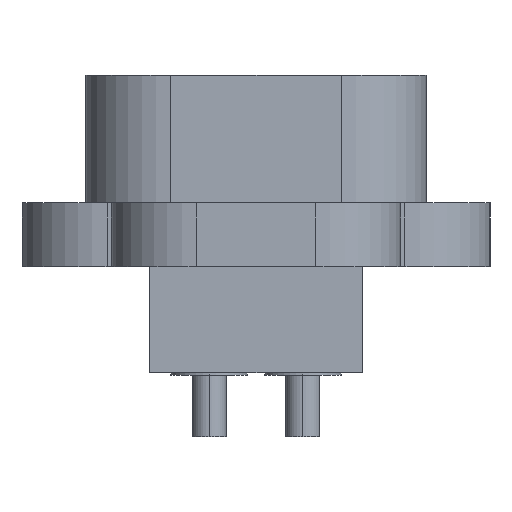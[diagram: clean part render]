
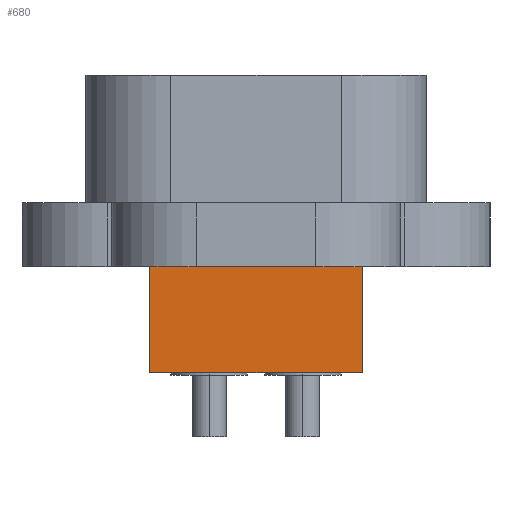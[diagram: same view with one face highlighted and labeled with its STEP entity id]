
A CAD part, left-side view. The second image highlights one B-rep face of the part: STEP entity #680.
In plain terms, the highlighted planar face has unit normal (-1, 0, 0).
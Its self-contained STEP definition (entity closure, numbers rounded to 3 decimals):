
#667=AXIS2_PLACEMENT_3D('Plane Axis2P3D',#664,#665,#666) ;
#37=CARTESIAN_POINT('Line Origine',(-10.25,0.,-2.5)) ;
#41=CARTESIAN_POINT('Vertex',(-10.25,-2.5,-2.5)) ;
#43=CARTESIAN_POINT('Vertex',(-10.25,2.5,-2.5)) ;
#607=CARTESIAN_POINT('Line Origine',(-10.25,2.5,-1.25)) ;
#611=CARTESIAN_POINT('Vertex',(-10.25,2.5,0.)) ;
#642=CARTESIAN_POINT('Vertex',(-10.25,-2.5,0.)) ;
#645=CARTESIAN_POINT('Line Origine',(-10.25,-2.5,-1.25)) ;
#664=CARTESIAN_POINT('Axis2P3D Location',(-10.25,2.5,4.5)) ;
#669=CARTESIAN_POINT('Line Origine',(-10.25,0.,0.)) ;
#38=DIRECTION('Vector Direction',(0.,1.,0.)) ;
#608=DIRECTION('Vector Direction',(0.,0.,-1.)) ;
#646=DIRECTION('Vector Direction',(0.,0.,-1.)) ;
#665=DIRECTION('Axis2P3D Direction',(1.,0.,0.)) ;
#666=DIRECTION('Axis2P3D XDirection',(0.,-1.,0.)) ;
#670=DIRECTION('Vector Direction',(0.,1.,0.)) ;
#39=VECTOR('Line Direction',#38,1.) ;
#609=VECTOR('Line Direction',#608,1.) ;
#647=VECTOR('Line Direction',#646,1.) ;
#671=VECTOR('Line Direction',#670,1.) ;
#675=ORIENTED_EDGE('',*,*,#649,.F.) ;
#676=ORIENTED_EDGE('',*,*,#673,.T.) ;
#677=ORIENTED_EDGE('',*,*,#613,.T.) ;
#678=ORIENTED_EDGE('',*,*,#45,.F.) ;
#680=ADVANCED_FACE('',(#679),#668,.F.) ;
#45=EDGE_CURVE('',#42,#44,#40,.T.) ;
#613=EDGE_CURVE('',#612,#44,#610,.T.) ;
#649=EDGE_CURVE('',#643,#42,#648,.T.) ;
#673=EDGE_CURVE('',#643,#612,#672,.T.) ;
#674=EDGE_LOOP('',(#675,#676,#677,#678)) ;
#679=FACE_OUTER_BOUND('',#674,.T.) ;
#40=LINE('Line',#37,#39) ;
#610=LINE('Line',#607,#609) ;
#648=LINE('Line',#645,#647) ;
#672=LINE('Line',#669,#671) ;
#668=PLANE('Plane',#667) ;
#42=VERTEX_POINT('',#41) ;
#44=VERTEX_POINT('',#43) ;
#612=VERTEX_POINT('',#611) ;
#643=VERTEX_POINT('',#642) ;
